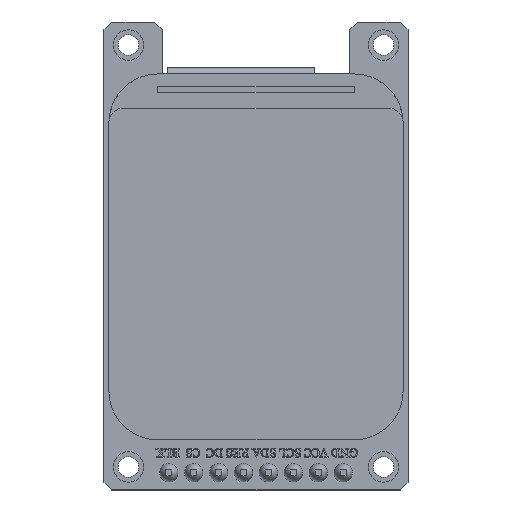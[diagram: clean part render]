
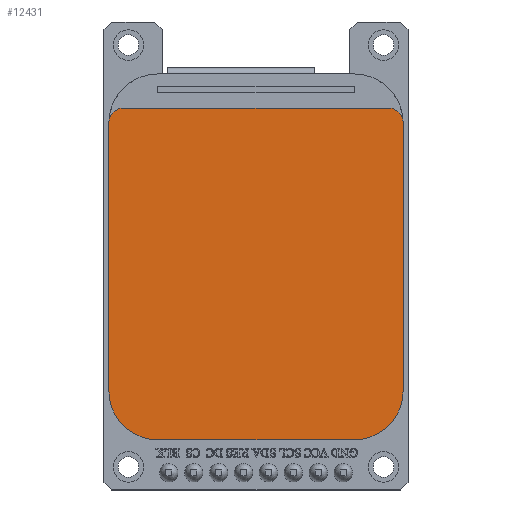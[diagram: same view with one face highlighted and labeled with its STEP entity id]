
A CAD part, top view. The second image highlights one B-rep face of the part: STEP entity #12431.
In plain terms, the highlighted planar face has unit normal (0, 0, 1).
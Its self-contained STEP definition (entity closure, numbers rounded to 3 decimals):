
#504=CIRCLE('',#12878,5.);
#506=CIRCLE('',#12884,1.5);
#507=CIRCLE('',#12885,5.);
#508=CIRCLE('',#12886,5.);
#509=CIRCLE('',#12887,5.);
#510=CIRCLE('',#12888,1.5);
#2456=ORIENTED_EDGE('',*,*,#4040,.F.);
#2457=ORIENTED_EDGE('',*,*,#4041,.T.);
#2458=ORIENTED_EDGE('',*,*,#4042,.T.);
#2459=ORIENTED_EDGE('',*,*,#4034,.T.);
#2460=ORIENTED_EDGE('',*,*,#4043,.T.);
#2461=ORIENTED_EDGE('',*,*,#4038,.T.);
#2462=ORIENTED_EDGE('',*,*,#4044,.T.);
#2463=ORIENTED_EDGE('',*,*,#4029,.T.);
#2464=ORIENTED_EDGE('',*,*,#4026,.T.);
#2465=ORIENTED_EDGE('',*,*,#4045,.T.);
#4026=EDGE_CURVE('',#4986,#4985,#504,.T.);
#4029=EDGE_CURVE('',#4988,#4986,#5901,.T.);
#4034=EDGE_CURVE('',#4993,#4992,#5906,.T.);
#4038=EDGE_CURVE('',#4997,#4996,#5910,.T.);
#4040=EDGE_CURVE('',#4998,#4999,#5912,.T.);
#4041=EDGE_CURVE('',#4998,#5000,#506,.T.);
#4042=EDGE_CURVE('',#5000,#4993,#507,.T.);
#4043=EDGE_CURVE('',#4992,#4997,#508,.T.);
#4044=EDGE_CURVE('',#4996,#4988,#509,.T.);
#4045=EDGE_CURVE('',#4985,#4999,#510,.T.);
#4985=VERTEX_POINT('',#22196);
#4986=VERTEX_POINT('',#22198);
#4988=VERTEX_POINT('',#22204);
#4992=VERTEX_POINT('',#22213);
#4993=VERTEX_POINT('',#22215);
#4996=VERTEX_POINT('',#22222);
#4997=VERTEX_POINT('',#22224);
#4998=VERTEX_POINT('',#22228);
#4999=VERTEX_POINT('',#22229);
#5000=VERTEX_POINT('',#22231);
#5901=LINE('',#22203,#6884);
#5906=LINE('',#22214,#6889);
#5910=LINE('',#22223,#6893);
#5912=LINE('',#22227,#6895);
#6884=VECTOR('',#14373,1000.);
#6889=VECTOR('',#14380,1000.);
#6893=VECTOR('',#14386,1000.);
#6895=VECTOR('',#14390,1000.);
#7592=EDGE_LOOP('',(#2456,#2457,#2458,#2459,#2460,#2461,#2462,#2463,#2464,
#2465));
#8163=FACE_BOUND('',#7592,.T.);
#8536=PLANE('',#12883);
#12431=ADVANCED_FACE('',(#8163),#8536,.T.);
#12878=AXIS2_PLACEMENT_3D('',#22197,#14366,#14367);
#12883=AXIS2_PLACEMENT_3D('',#22226,#14388,#14389);
#12884=AXIS2_PLACEMENT_3D('',#22230,#14391,#14392);
#12885=AXIS2_PLACEMENT_3D('',#22232,#14393,#14394);
#12886=AXIS2_PLACEMENT_3D('',#22233,#14395,#14396);
#12887=AXIS2_PLACEMENT_3D('',#22234,#14397,#14398);
#12888=AXIS2_PLACEMENT_3D('',#22235,#14399,#14400);
#14366=DIRECTION('',(0.,0.,1.));
#14367=DIRECTION('',(1.,0.,0.));
#14373=DIRECTION('',(1.,0.,0.));
#14380=DIRECTION('',(-1.,0.,0.));
#14386=DIRECTION('',(0.,-1.,0.));
#14388=DIRECTION('',(0.,0.,1.));
#14389=DIRECTION('',(1.,0.,0.));
#14390=DIRECTION('',(0.,-1.,0.));
#14391=DIRECTION('',(0.,0.,1.));
#14392=DIRECTION('',(1.,0.,0.));
#14393=DIRECTION('',(0.,0.,1.));
#14394=DIRECTION('',(1.,0.,0.));
#14395=DIRECTION('',(0.,0.,1.));
#14396=DIRECTION('',(1.,0.,0.));
#14397=DIRECTION('',(0.,0.,1.));
#14398=DIRECTION('',(1.,0.,0.));
#14399=DIRECTION('',(0.,0.,1.));
#14400=DIRECTION('',(1.,0.,0.));
#22196=CARTESIAN_POINT('',(13.681,-15.,1.8));
#22197=CARTESIAN_POINT('',(13.65,-10.,1.8));
#22198=CARTESIAN_POINT('',(13.65,-15.,1.8));
#22203=CARTESIAN_POINT('',(-18.65,-15.,1.8));
#22204=CARTESIAN_POINT('',(-13.65,-15.,1.8));
#22213=CARTESIAN_POINT('',(-13.65,15.,1.8));
#22214=CARTESIAN_POINT('',(18.65,15.,1.8));
#22215=CARTESIAN_POINT('',(13.65,15.,1.8));
#22222=CARTESIAN_POINT('',(-18.65,-10.,1.8));
#22223=CARTESIAN_POINT('',(-18.65,15.,1.8));
#22224=CARTESIAN_POINT('',(-18.65,10.,1.8));
#22226=CARTESIAN_POINT('',(0.,0.,1.8));
#22227=CARTESIAN_POINT('',(15.172,14.763,1.8));
#22228=CARTESIAN_POINT('',(15.172,13.5,1.8));
#22229=CARTESIAN_POINT('',(15.172,-13.5,1.8));
#22230=CARTESIAN_POINT('',(13.672,13.5,1.8));
#22231=CARTESIAN_POINT('',(13.681,15.,1.8));
#22232=CARTESIAN_POINT('',(13.65,10.,1.8));
#22233=CARTESIAN_POINT('',(-13.65,10.,1.8));
#22234=CARTESIAN_POINT('',(-13.65,-10.,1.8));
#22235=CARTESIAN_POINT('',(13.672,-13.5,1.8));
